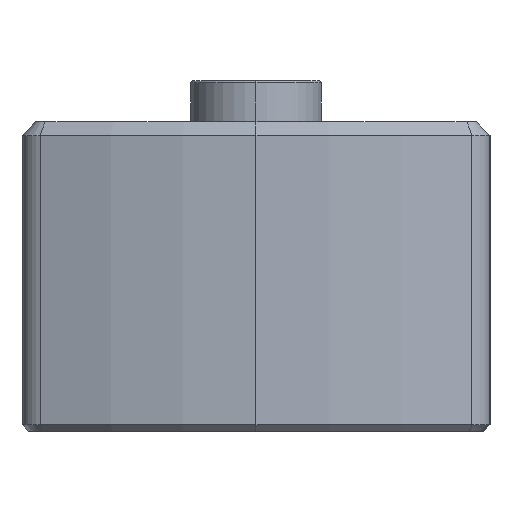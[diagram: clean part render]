
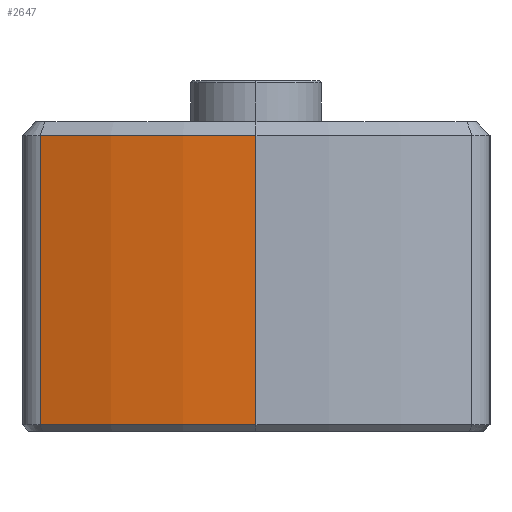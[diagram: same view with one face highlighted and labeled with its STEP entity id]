
A CAD part, left-side view. The second image highlights one B-rep face of the part: STEP entity #2647.
In plain terms, the highlighted cylindrical face has radius 92.5 mm (diameter 185 mm), a partial arc.
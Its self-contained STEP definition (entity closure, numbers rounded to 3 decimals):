
#1777=EDGE_CURVE('NONE',#2185,#1797,#4545,.T.);
#1797=VERTEX_POINT('NONE',#4567);
#2185=VERTEX_POINT('NONE',#5013);
#2647=ADVANCED_FACE('NONE',(#5524),#5525,.T.);
#3065=EDGE_CURVE('',#2185,#3845,#5992,.T.);
#3385=EDGE_CURVE('NONE',#1797,#3663,#6356,.T.);
#3401=EDGE_CURVE('NONE',#3663,#3845,#6373,.T.);
#3663=VERTEX_POINT('NONE',#6662);
#3845=VERTEX_POINT('',#6873);
#4545=CIRCLE('',#7735,92.5);
#4567=CARTESIAN_POINT('',(-192.023,31.356,-2.));
#5013=CARTESIAN_POINT('',(-197.5,0.,-2.));
#5524=FACE_OUTER_BOUND('',#8997,.T.);
#5525=CYLINDRICAL_SURFACE('',#8998,92.5);
#5992=LINE('',#9611,#9612);
#6356=LINE('',#10076,#10077);
#6373=CIRCLE('',#10106,92.5);
#6662=CARTESIAN_POINT('',(-192.023,31.356,-44.));
#6873=CARTESIAN_POINT('',(-197.5,0.,-44.));
#7735=AXIS2_PLACEMENT_3D('',#11699,#11700,#11701);
#8997=EDGE_LOOP('',(#12898,#12899,#12900,#12901));
#8998=AXIS2_PLACEMENT_3D('',#12902,#12903,#12904);
#9611=CARTESIAN_POINT('',(-197.5,0.,-23.));
#9612=VECTOR('',#13468,1.0);
#10076=CARTESIAN_POINT('',(-192.023,31.356,-45.));
#10077=VECTOR('',#13921,1000.0);
#10106=AXIS2_PLACEMENT_3D('',#13938,#13939,#13940);
#11699=CARTESIAN_POINT('',(-105.0,0.,-2.));
#11700=DIRECTION('',(0.,0.,-1.0));
#11701=DIRECTION('',(-1.0,0.,0.));
#12898=ORIENTED_EDGE('',*,*,#3065,.F.);
#12899=ORIENTED_EDGE('',*,*,#1777,.T.);
#12900=ORIENTED_EDGE('',*,*,#3385,.T.);
#12901=ORIENTED_EDGE('',*,*,#3401,.T.);
#12902=CARTESIAN_POINT('',(-105.0,0.,-45.));
#12903=DIRECTION('',(0.,0.,1.0));
#12904=DIRECTION('',(1.0,0.,0.));
#13468=DIRECTION('',(0.,0.,-1.0));
#13921=DIRECTION('',(0.,0.,-1.0));
#13938=CARTESIAN_POINT('',(-105.0,0.,-44.));
#13939=DIRECTION('',(0.,0.,1.0));
#13940=DIRECTION('',(-1.0,0.,0.));
